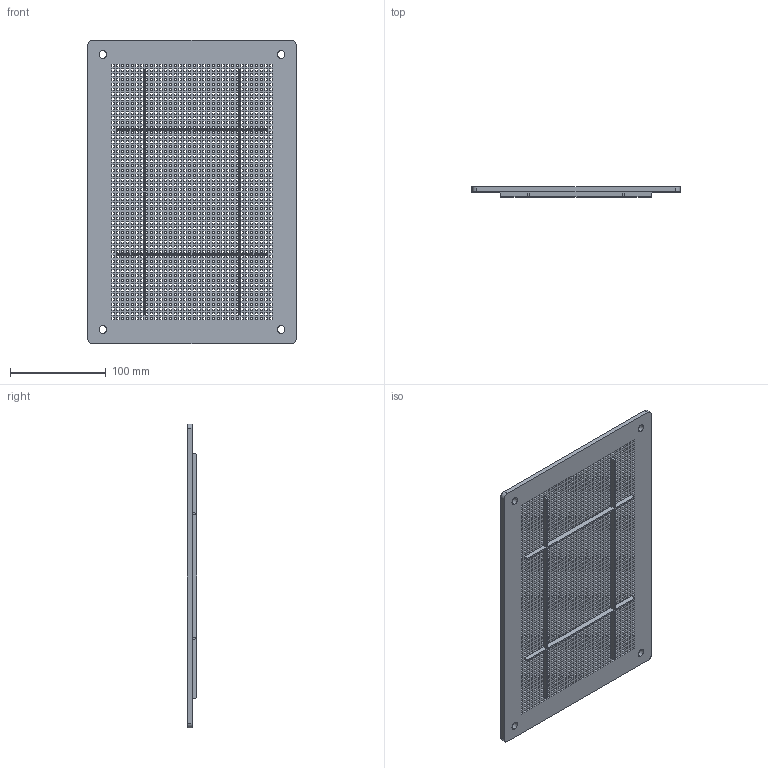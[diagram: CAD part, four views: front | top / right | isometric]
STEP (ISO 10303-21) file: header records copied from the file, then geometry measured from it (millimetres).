
FILE_DESCRIPTION (( 'STEP AP214' ), '1' );
FILE_NAME ('TEP14-PLATE32.STEP', '2019-05-08T18:41:36', ( '' ), ( '' ), 'SwSTEP 2.0', 'SolidWorks 2018', '' );
FILE_SCHEMA (( 'AUTOMOTIVE_DESIGN' ));
Length unit declared in the file: inch
Products named in the file (1): TEP14-PLATE32
Bounding box: 217 x 10.16 x 316.5 mm (x, y, z)
Volume: 295599.2 mm3; surface area: 225342.9 mm2
Topology: 2 solids, 2 shells, 7396 faces, 22176 edges, 14784 vertices
Faces by surface type: plane 7384, cylinder 12
Entity records: 251432 total; most frequent: CARTESIAN_POINT 44357, ORIENTED_EDGE 44352, DIRECTION 36994, EDGE_CURVE 22176, LINE 22152, VECTOR 22152, VERTEX_POINT 14784, EDGE_LOOP 11078
